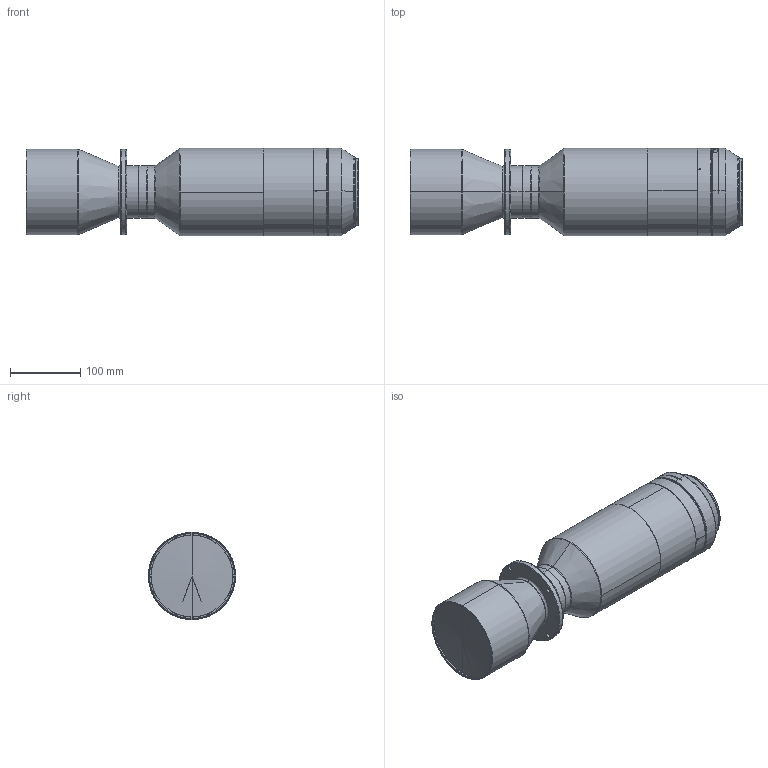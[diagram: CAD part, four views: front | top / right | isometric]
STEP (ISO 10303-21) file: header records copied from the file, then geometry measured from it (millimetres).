
FILE_DESCRIPTION (( 'STEP AP203' ), '1' );
FILE_NAME ('DTCA23K-93.7-M95-AL.STEP', '2022-09-29T08:02:55', ( '' ), ( '' ), 'SwSTEP 2.0', 'SolidWorks 2017', '' );
FILE_SCHEMA (( 'CONFIG_CONTROL_DESIGN' ));
Length unit declared in the file: millimetre
Products named in the file (1): DTCA23K-93.7-M95-AL
Bounding box: 472.11 x 124 x 124 mm (x, y, z)
Volume: 4839566.6 mm3; surface area: 211582.8 mm2
Topology: 1 solids, 2 shells, 145 faces, 348 edges, 216 vertices
Faces by surface type: cone 53, cylinder 53, plane 21, bspline 18
Entity records: 5245 total; most frequent: CARTESIAN_POINT 1823, DIRECTION 728, ORIENTED_EDGE 688, EDGE_CURVE 344, AXIS2_PLACEMENT_3D 307, VERTEX_POINT 216, CIRCLE 179, EDGE_LOOP 174
